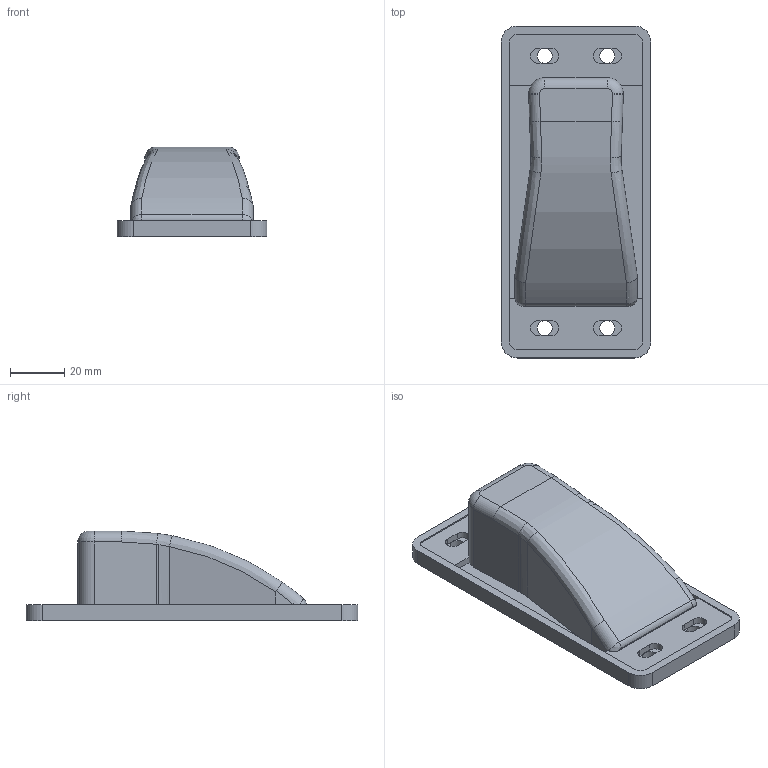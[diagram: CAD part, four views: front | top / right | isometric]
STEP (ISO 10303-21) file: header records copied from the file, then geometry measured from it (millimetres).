
FILE_DESCRIPTION (( 'STEP AP203' ), '1' );
FILE_NAME ('sone3D.STEP', '2016-05-17T08:04:13', ( '' ), ( '' ), 'SwSTEP 2.0', 'SolidWorks 2014', '' );
FILE_SCHEMA (( 'CONFIG_CONTROL_DESIGN' ));
Length unit declared in the file: millimetre
Products named in the file (3): FA-841-S-1受け座_; sone3D; FA-841-S-1僗儁乕僒乕_
Assembly tree (3 placements, depth 2):
  sone3D
    FA-841-S-1受け座_
    FA-841-S-1僗儁乕僒乕_  x2
Bounding box: 55 x 122 x 33 mm (x, y, z)
Volume: 39683.7 mm3; surface area: 29463.3 mm2
Topology: 3 solids, 3 shells, 144 faces, 388 edges, 254 vertices
Faces by surface type: plane 66, cylinder 64, bspline 8, torus 6
Entity records: 4735 total; most frequent: CARTESIAN_POINT 1106, ORIENTED_EDGE 704, DIRECTION 690, EDGE_CURVE 352, AXIS2_PLACEMENT_3D 246, VERTEX_POINT 230, LINE 198, VECTOR 198
